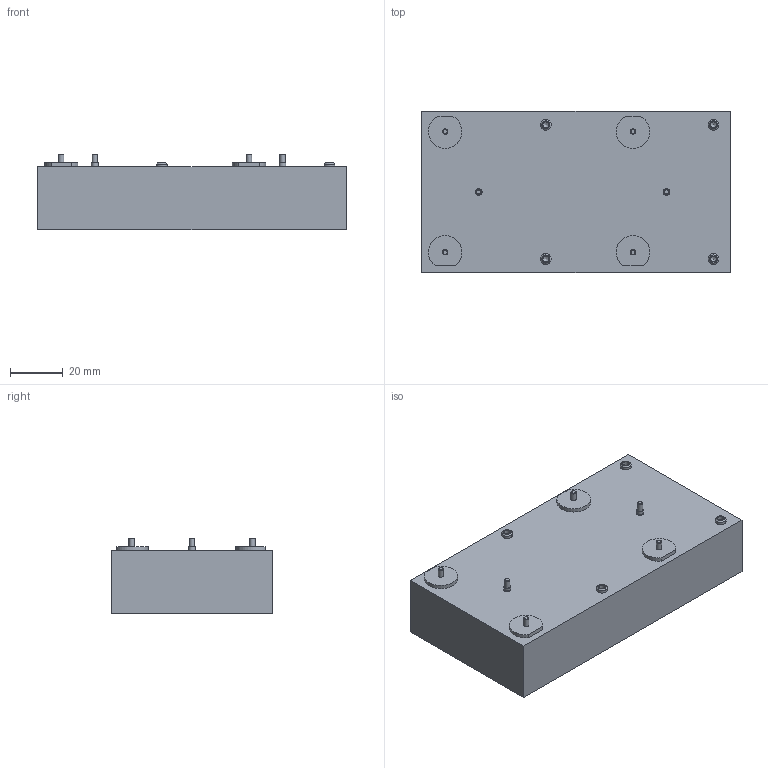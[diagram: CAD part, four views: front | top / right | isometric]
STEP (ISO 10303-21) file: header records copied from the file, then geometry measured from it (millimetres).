
FILE_DESCRIPTION (( 'STEP AP214' ), '1' );
FILE_NAME ('32723r2.STEP', '2011-07-05T14:19:51', ( 'Vicor User' ), ( 'Microsoft' ), 'SwSTEP 2.0', 'SolidWorks 2010', '' );
FILE_SCHEMA (( 'AUTOMOTIVE_DESIGN' ));
Length unit declared in the file: inch
Products named in the file (1): 32723r2
Bounding box: 116.84 x 60.96 x 28.7 mm (x, y, z)
Volume: 170848.2 mm3; surface area: 23395.6 mm2
Topology: 1 solids, 7 shells, 78 faces, 148 edges, 94 vertices
Faces by surface type: plane 32, cylinder 26, cone 20
Full cylindrical faces by diameter (mm): 2.032 x12, 2.261 x4, 2.54 x2, 4.064 x4
Entity records: 2734 total; most frequent: DIRECTION 322, CARTESIAN_POINT 259, ORIENTED_EDGE 192, AXIS2_PLACEMENT_3D 147, EDGE_LOOP 142, FACE_OUTER_BOUND 100, EDGE_CURVE 96, VERTEX_POINT 84
